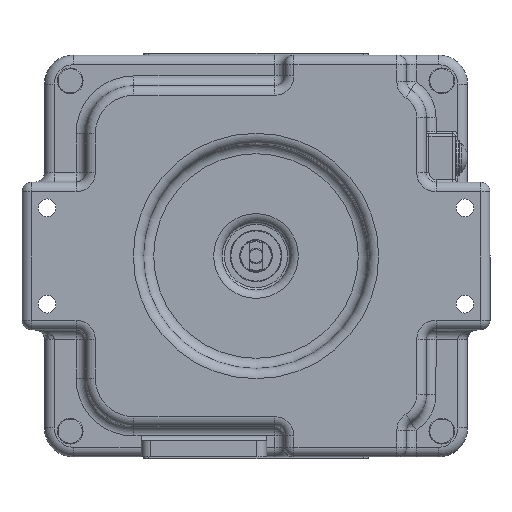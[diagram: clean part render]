
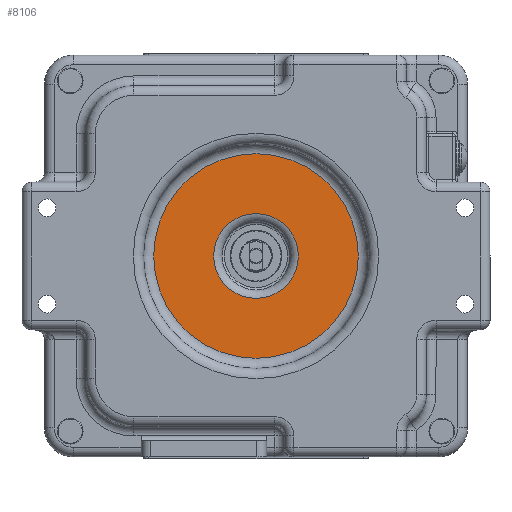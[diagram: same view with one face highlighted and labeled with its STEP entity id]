
A CAD part, front view. The second image highlights one B-rep face of the part: STEP entity #8106.
In plain terms, the highlighted planar face has unit normal (0, -1, 0).
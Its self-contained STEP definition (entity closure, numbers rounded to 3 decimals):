
#724=PLANE('',#8752);
#2095=FACE_BOUND('',#2747,.T.);
#2232=FACE_OUTER_BOUND('',#2746,.T.);
#2746=EDGE_LOOP('',(#5810));
#2747=EDGE_LOOP('',(#5811));
#3269=CIRCLE('',#8641,13.17);
#3329=CIRCLE('',#8753,31.826);
#3735=VERTEX_POINT('',#12105);
#3829=VERTEX_POINT('',#12662);
#4470=EDGE_CURVE('',#3735,#3735,#3269,.T.);
#4588=EDGE_CURVE('',#3829,#3829,#3329,.T.);
#5810=ORIENTED_EDGE('',*,*,#4588,.F.);
#5811=ORIENTED_EDGE('',*,*,#4470,.T.);
#8106=ADVANCED_FACE('',(#2232,#2095),#724,.F.);
#8641=AXIS2_PLACEMENT_3D('',#12106,#9606,#9607);
#8752=AXIS2_PLACEMENT_3D('',#12661,#9873,#9874);
#8753=AXIS2_PLACEMENT_3D('',#12663,#9875,#9876);
#9606=DIRECTION('center_axis',(0.,1.,0.));
#9607=DIRECTION('ref_axis',(-1.,0.,0.));
#9873=DIRECTION('center_axis',(0.,1.,0.));
#9874=DIRECTION('ref_axis',(0.,0.,
-1.));
#9875=DIRECTION('center_axis',(0.,1.,0.));
#9876=DIRECTION('ref_axis',(1.,0.,0.));
#12105=CARTESIAN_POINT('',(13.17,-10.19,0.01));
#12106=CARTESIAN_POINT('Origin',(0.,-10.19,0.01));
#12661=CARTESIAN_POINT('Origin',(0.,-10.19,0.01));
#12662=CARTESIAN_POINT('',(-31.826,-10.19,0.01));
#12663=CARTESIAN_POINT('Origin',(0.,-10.19,0.01));
